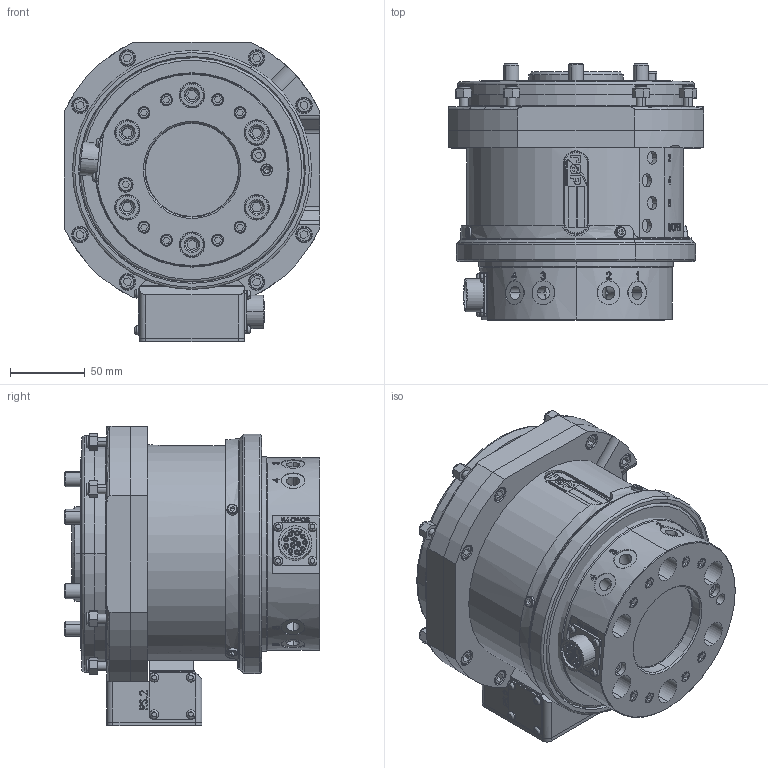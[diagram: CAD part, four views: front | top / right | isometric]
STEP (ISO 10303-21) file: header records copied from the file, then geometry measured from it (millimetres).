
FILE_DESCRIPTION (( 'STEP AP203' ), '1' );
FILE_NAME ('P1917.STEP', '2020-01-30T08:34:01', ( '' ), ( '' ), 'SwSTEP 2.0', 'SolidWorks 2017', '' );
FILE_SCHEMA (( 'CONFIG_CONTROL_DESIGN' ));
Length unit declared in the file: millimetre
Products named in the file (1): P1917
Bounding box: 171 x 171.2 x 200.5 mm (x, y, z)
Volume: 3386780.7 mm3; surface area: 497102.6 mm2
Topology: 98 solids, 100 shells, 2974 faces, 7098 edges, 4586 vertices
Faces by surface type: plane 1186, cylinder 912, bspline 436, cone 292, torus 144, sphere 4
Entity records: 127562 total; most frequent: CARTESIAN_POINT 59852, ORIENTED_EDGE 14188, DIRECTION 13209, EDGE_CURVE 7094, AXIS2_PLACEMENT_3D 4836, VERTEX_POINT 4586, VECTOR 3537, LINE 3537
